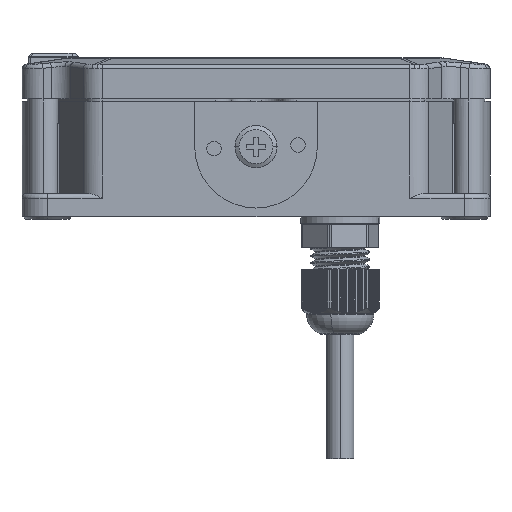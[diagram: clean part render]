
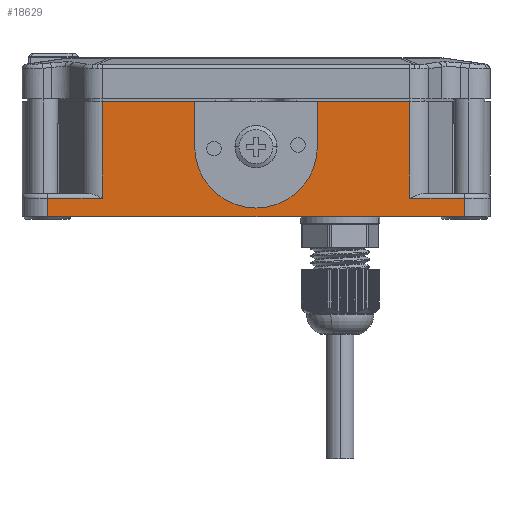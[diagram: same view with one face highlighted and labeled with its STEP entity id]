
A CAD part, left-side view. The second image highlights one B-rep face of the part: STEP entity #18629.
In plain terms, the highlighted planar face has unit normal (-1, 0, 0).
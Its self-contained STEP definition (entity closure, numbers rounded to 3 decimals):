
#506 = EDGE_CURVE ( 'NONE', #47984, #33009, #45548, .T. ) ;
#1245 = LINE ( 'NONE', #16647, #48658 ) ;
#1348 = ORIENTED_EDGE ( 'NONE', *, *, #19692, .F. ) ;
#2229 = CARTESIAN_POINT ( 'NONE',  ( -65., 0., 15. ) ) ;
#3104 = DIRECTION ( 'NONE',  ( 1., 0., 0. ) ) ;
#3255 = DIRECTION ( 'NONE',  ( 0., 0., 1. ) ) ;
#3434 = LINE ( 'NONE', #19345, #16982 ) ;
#3531 = ORIENTED_EDGE ( 'NONE', *, *, #4055, .T. ) ;
#4055 = EDGE_CURVE ( 'NONE', #22416, #44123, #41646, .T. ) ;
#4499 = CARTESIAN_POINT ( 'NONE',  ( -65., -44.5, 4. ) ) ;
#4878 = VERTEX_POINT ( 'NONE', #18068 ) ;
#5004 = CARTESIAN_POINT ( 'NONE',  ( -65., 44.5, 0. ) ) ;
#5975 = DIRECTION ( 'NONE',  ( 0., -1., 0. ) ) ;
#6268 = ORIENTED_EDGE ( 'NONE', *, *, #24168, .T. ) ;
#6520 = CIRCLE ( 'NONE', #29901, 13.1 ) ;
#6578 = ORIENTED_EDGE ( 'NONE', *, *, #24575, .T. ) ;
#9978 = DIRECTION ( 'NONE',  ( 0., 0., 1. ) ) ;
#10031 = VERTEX_POINT ( 'NONE', #33374 ) ;
#10059 = DIRECTION ( 'NONE',  ( 0., 0., 1. ) ) ;
#10676 = FACE_OUTER_BOUND ( 'NONE', #12698, .T. ) ;
#12698 = EDGE_LOOP ( 'NONE', ( #29054, #36213, #22474, #1348, #16419, #6578, #32065, #39182, #32474, #6268, #38914, #3531, #12916 ) ) ;
#12916 = ORIENTED_EDGE ( 'NONE', *, *, #39789, .F. ) ;
#13021 = VERTEX_POINT ( 'NONE', #34396 ) ;
#13412 = EDGE_CURVE ( 'NONE', #44113, #13021, #25701, .T. ) ;
#13873 = CARTESIAN_POINT ( 'NONE',  ( -65., -32.872, 24.7 ) ) ;
#14228 = CARTESIAN_POINT ( 'NONE',  ( -65., 50., 25. ) ) ;
#14338 = DIRECTION ( 'NONE',  ( 0., 1., 0. ) ) ;
#15374 = CARTESIAN_POINT ( 'NONE',  ( -65., -32.872, 4. ) ) ;
#15661 = VECTOR ( 'NONE', #14338, 1000. ) ;
#15887 = CARTESIAN_POINT ( 'NONE',  ( -65., -44.5, 25. ) ) ;
#16327 = VECTOR ( 'NONE', #3255, 1000. ) ;
#16419 = ORIENTED_EDGE ( 'NONE', *, *, #37660, .F. ) ;
#16647 = CARTESIAN_POINT ( 'NONE',  ( -65., 44.5, 25. ) ) ;
#16899 = DIRECTION ( 'NONE',  ( -1., 0., 0. ) ) ;
#16982 = VECTOR ( 'NONE', #19592, 1000. ) ;
#17756 = EDGE_CURVE ( 'NONE', #26271, #22416, #34127, .T. ) ;
#18068 = CARTESIAN_POINT ( 'NONE',  ( -65., 32.872, 24.7 ) ) ;
#18629 = ADVANCED_FACE ( 'NONE', ( #10676 ), #44749, .F. ) ;
#19109 = CARTESIAN_POINT ( 'NONE',  ( -65., -13.1, 24.7 ) ) ;
#19345 = CARTESIAN_POINT ( 'NONE',  ( -65., 32.872, 24.7 ) ) ;
#19438 = DIRECTION ( 'NONE',  ( 0., 0., 1. ) ) ;
#19592 = DIRECTION ( 'NONE',  ( 0., -1., 0. ) ) ;
#19692 = EDGE_CURVE ( 'NONE', #29272, #44280, #27213, .T. ) ;
#20739 = EDGE_CURVE ( 'NONE', #32429, #41143, #27796, .T. ) ;
#20955 = CIRCLE ( 'NONE', #34665, 13.1 ) ;
#21719 = DIRECTION ( 'NONE',  ( 0., 0., 1. ) ) ;
#22093 = VECTOR ( 'NONE', #49468, 1000. ) ;
#22416 = VERTEX_POINT ( 'NONE', #15374 ) ;
#22474 = ORIENTED_EDGE ( 'NONE', *, *, #42367, .F. ) ;
#22601 = DIRECTION ( 'NONE',  ( 0., -1., 0. ) ) ;
#22951 = DIRECTION ( 'NONE',  ( 0., 0., -1. ) ) ;
#24168 = EDGE_CURVE ( 'NONE', #33009, #26271, #38602, .T. ) ;
#24404 = DIRECTION ( 'NONE',  ( -1., 0., 0. ) ) ;
#24476 = DIRECTION ( 'NONE',  ( 0., 0., -1. ) ) ;
#24575 = EDGE_CURVE ( 'NONE', #4878, #44113, #43066, .T. ) ;
#25079 = CARTESIAN_POINT ( 'NONE',  ( -65., -44.5, 0. ) ) ;
#25276 = CARTESIAN_POINT ( 'NONE',  ( -65., -32.872, 25. ) ) ;
#25701 = LINE ( 'NONE', #45612, #15661 ) ;
#26271 = VERTEX_POINT ( 'NONE', #4499 ) ;
#26830 = LINE ( 'NONE', #40533, #29141 ) ;
#27213 = LINE ( 'NONE', #31254, #29291 ) ;
#27796 = LINE ( 'NONE', #43169, #16327 ) ;
#28823 = VECTOR ( 'NONE', #21719, 1000. ) ;
#29054 = ORIENTED_EDGE ( 'NONE', *, *, #20739, .F. ) ;
#29141 = VECTOR ( 'NONE', #5975, 1000. ) ;
#29272 = VERTEX_POINT ( 'NONE', #48543 ) ;
#29291 = VECTOR ( 'NONE', #22951, 1000. ) ;
#29358 = AXIS2_PLACEMENT_3D ( 'NONE', #14228, #3104, #49009 ) ;
#29372 = VECTOR ( 'NONE', #22601, 1000. ) ;
#29901 = AXIS2_PLACEMENT_3D ( 'NONE', #40030, #24404, #9978 ) ;
#30972 = DIRECTION ( 'NONE',  ( 0., 0., -1. ) ) ;
#31254 = CARTESIAN_POINT ( 'NONE',  ( -65., 13.1, 15. ) ) ;
#32065 = ORIENTED_EDGE ( 'NONE', *, *, #13412, .T. ) ;
#32395 = CARTESIAN_POINT ( 'NONE',  ( -65., -13.1, 15. ) ) ;
#32429 = VERTEX_POINT ( 'NONE', #32395 ) ;
#32474 = ORIENTED_EDGE ( 'NONE', *, *, #506, .T. ) ;
#33009 = VERTEX_POINT ( 'NONE', #25079 ) ;
#33300 = VECTOR ( 'NONE', #19438, 1000. ) ;
#33374 = CARTESIAN_POINT ( 'NONE',  ( -65., 0., 1.9 ) ) ;
#33548 = EDGE_CURVE ( 'NONE', #10031, #32429, #20955, .T. ) ;
#33963 = CARTESIAN_POINT ( 'NONE',  ( -65., 50., 0. ) ) ;
#34127 = LINE ( 'NONE', #38156, #22093 ) ;
#34396 = CARTESIAN_POINT ( 'NONE',  ( -65., 44.5, 4. ) ) ;
#34665 = AXIS2_PLACEMENT_3D ( 'NONE', #2229, #16899, #10059 ) ;
#35254 = CARTESIAN_POINT ( 'NONE',  ( -65., 13.1, 15. ) ) ;
#36213 = ORIENTED_EDGE ( 'NONE', *, *, #33548, .F. ) ;
#37352 = CARTESIAN_POINT ( 'NONE',  ( -65., 32.872, 4. ) ) ;
#37660 = EDGE_CURVE ( 'NONE', #4878, #29272, #26830, .T. ) ;
#38156 = CARTESIAN_POINT ( 'NONE',  ( -65., -32.872, 4. ) ) ;
#38602 = LINE ( 'NONE', #15887, #33300 ) ;
#38914 = ORIENTED_EDGE ( 'NONE', *, *, #17756, .T. ) ;
#39182 = ORIENTED_EDGE ( 'NONE', *, *, #46422, .T. ) ;
#39281 = CARTESIAN_POINT ( 'NONE',  ( -65., 32.872, 25. ) ) ;
#39789 = EDGE_CURVE ( 'NONE', #41143, #44123, #3434, .T. ) ;
#40030 = CARTESIAN_POINT ( 'NONE',  ( -65., 0., 15. ) ) ;
#40533 = CARTESIAN_POINT ( 'NONE',  ( -65., 32.872, 24.7 ) ) ;
#41143 = VERTEX_POINT ( 'NONE', #19109 ) ;
#41646 = LINE ( 'NONE', #25276, #28823 ) ;
#42367 = EDGE_CURVE ( 'NONE', #44280, #10031, #6520, .T. ) ;
#43066 = LINE ( 'NONE', #39281, #48601 ) ;
#43169 = CARTESIAN_POINT ( 'NONE',  ( -65., -13.1, 15. ) ) ;
#44113 = VERTEX_POINT ( 'NONE', #37352 ) ;
#44123 = VERTEX_POINT ( 'NONE', #13873 ) ;
#44280 = VERTEX_POINT ( 'NONE', #35254 ) ;
#44749 = PLANE ( 'NONE',  #29358 ) ;
#45548 = LINE ( 'NONE', #33963, #29372 ) ;
#45612 = CARTESIAN_POINT ( 'NONE',  ( -65., 44.5, 4. ) ) ;
#46422 = EDGE_CURVE ( 'NONE', #13021, #47984, #1245, .T. ) ;
#47984 = VERTEX_POINT ( 'NONE', #5004 ) ;
#48543 = CARTESIAN_POINT ( 'NONE',  ( -65., 13.1, 24.7 ) ) ;
#48601 = VECTOR ( 'NONE', #30972, 1000. ) ;
#48658 = VECTOR ( 'NONE', #24476, 1000. ) ;
#49009 = DIRECTION ( 'NONE',  ( 0., 1., 0. ) ) ;
#49468 = DIRECTION ( 'NONE',  ( 0., 1., 0. ) ) ;
